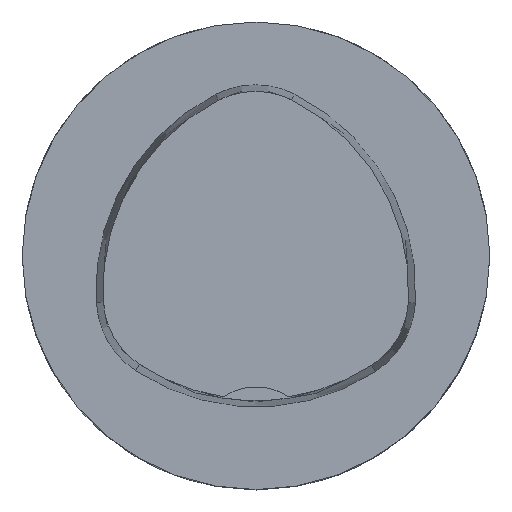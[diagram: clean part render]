
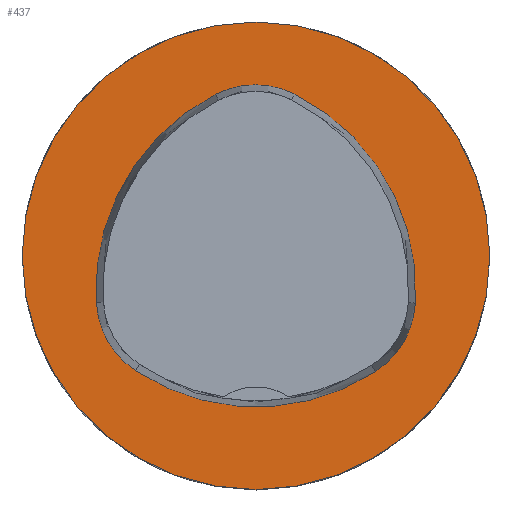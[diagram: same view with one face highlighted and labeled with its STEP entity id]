
A CAD part, top view. The second image highlights one B-rep face of the part: STEP entity #437.
In plain terms, the highlighted planar face has unit normal (0, 0, 1).
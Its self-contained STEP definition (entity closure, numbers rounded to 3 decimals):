
#437=ADVANCED_FACE('',(#1234,#1235),#784,.T.);
#784=PLANE('',#6515);
#1127=CIRCLE('',#6486,16.);
#1129=CIRCLE('',#6493,15.);
#1131=CIRCLE('',#6496,6.);
#1133=CIRCLE('',#6499,15.);
#1135=CIRCLE('',#6502,6.);
#1139=CIRCLE('',#6507,15.);
#1141=CIRCLE('',#6510,6.);
#1234=FACE_BOUND('',#1344,.T.);
#1235=FACE_BOUND('',#1345,.T.);
#1344=EDGE_LOOP('',(#2187,#2188,#2189,#2190,#2191,#2192));
#1345=EDGE_LOOP('',(#2193));
#2187=ORIENTED_EDGE('',*,*,#4615,.T.);
#2188=ORIENTED_EDGE('',*,*,#4595,.T.);
#2189=ORIENTED_EDGE('',*,*,#4599,.T.);
#2190=ORIENTED_EDGE('',*,*,#4602,.T.);
#2191=ORIENTED_EDGE('',*,*,#4605,.T.);
#2192=ORIENTED_EDGE('',*,*,#4613,.T.);
#2193=ORIENTED_EDGE('',*,*,#4585,.F.);
#3967=VERTEX_POINT('',#9004);
#3977=VERTEX_POINT('',#9025);
#3978=VERTEX_POINT('',#9026);
#3981=VERTEX_POINT('',#9034);
#3983=VERTEX_POINT('',#9040);
#3985=VERTEX_POINT('',#9046);
#3992=VERTEX_POINT('',#9067);
#4585=EDGE_CURVE('',#3967,#3967,#1127,.T.);
#4595=EDGE_CURVE('',#3977,#3978,#1129,.T.);
#4599=EDGE_CURVE('',#3978,#3981,#1131,.T.);
#4602=EDGE_CURVE('',#3981,#3983,#1133,.T.);
#4605=EDGE_CURVE('',#3983,#3985,#1135,.T.);
#4613=EDGE_CURVE('',#3985,#3992,#1139,.T.);
#4615=EDGE_CURVE('',#3992,#3977,#1141,.T.);
#6486=AXIS2_PLACEMENT_3D('',#9003,#7229,#7230);
#6493=AXIS2_PLACEMENT_3D('',#9024,#7247,#7248);
#6496=AXIS2_PLACEMENT_3D('',#9033,#7255,#7256);
#6499=AXIS2_PLACEMENT_3D('',#9039,#7262,#7263);
#6502=AXIS2_PLACEMENT_3D('',#9045,#7269,#7270);
#6507=AXIS2_PLACEMENT_3D('',#9068,#7281,#7282);
#6510=AXIS2_PLACEMENT_3D('',#9071,#7287,#7288);
#6515=AXIS2_PLACEMENT_3D('',#9076,#7297,#7298);
#7229=DIRECTION('',(0.,0.,-1.));
#7230=DIRECTION('',(-1.,0.,0.));
#7247=DIRECTION('',(0.,0.,-1.));
#7248=DIRECTION('',(-1.,0.,0.));
#7255=DIRECTION('',(0.,0.,-1.));
#7256=DIRECTION('',(-1.,0.,0.));
#7262=DIRECTION('',(0.,0.,-1.));
#7263=DIRECTION('',(-1.,0.,0.));
#7269=DIRECTION('',(0.,0.,-1.));
#7270=DIRECTION('',(-1.,0.,0.));
#7281=DIRECTION('',(0.,0.,-1.));
#7282=DIRECTION('',(-1.,0.,0.));
#7287=DIRECTION('',(0.,0.,-1.));
#7288=DIRECTION('',(-1.,0.,0.));
#7297=DIRECTION('',(0.,0.,1.));
#7298=DIRECTION('',(1.,0.,0.));
#9003=CARTESIAN_POINT('',(0.,0.,0.));
#9004=CARTESIAN_POINT('',(-16.,0.,0.));
#9024=CARTESIAN_POINT('',(4.048,-2.316,0.));
#9025=CARTESIAN_POINT('',(-10.926,-3.206,0.));
#9026=CARTESIAN_POINT('',(-2.774,11.043,0.));
#9033=CARTESIAN_POINT('',(-0.045,5.7,0.));
#9034=CARTESIAN_POINT('',(2.638,11.066,0.));
#9039=CARTESIAN_POINT('',(-4.07,-2.35,0.));
#9040=CARTESIAN_POINT('',(10.903,-3.249,0.));
#9045=CARTESIAN_POINT('',(4.914,-2.889,0.));
#9046=CARTESIAN_POINT('',(8.177,-7.924,0.));
#9067=CARTESIAN_POINT('',(-8.24,-7.859,0.));
#9068=CARTESIAN_POINT('',(0.019,4.663,0.));
#9071=CARTESIAN_POINT('',(-4.936,-2.85,0.));
#9076=CARTESIAN_POINT('',(0.,0.,0.));
